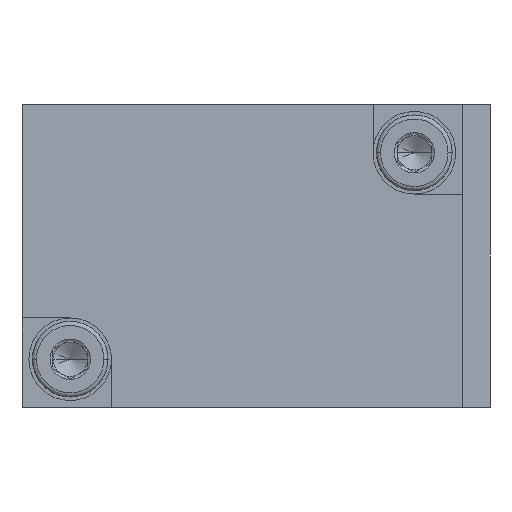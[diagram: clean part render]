
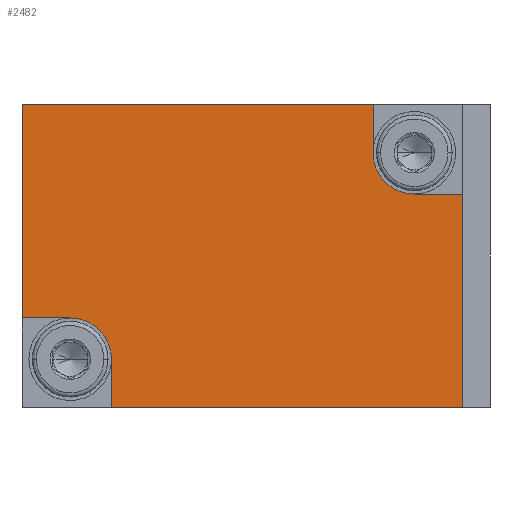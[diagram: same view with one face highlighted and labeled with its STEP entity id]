
A CAD part, front view. The second image highlights one B-rep face of the part: STEP entity #2482.
In plain terms, the highlighted planar face has unit normal (0, -1, 0).
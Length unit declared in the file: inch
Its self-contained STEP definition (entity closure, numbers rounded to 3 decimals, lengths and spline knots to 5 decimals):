
#105 = DIRECTION ( 'NONE',  ( 0., 0., 1. ) ) ;
#224 = VECTOR ( 'NONE', #3480, 39.37008 ) ;
#328 = CARTESIAN_POINT ( 'NONE',  ( -0.37402, 0., -0.43307 ) ) ;
#493 = EDGE_CURVE ( 'NONE', #5387, #5379, #937, .T. ) ;
#566 = DIRECTION ( 'NONE',  ( 0., 0., -1. ) ) ;
#606 = VERTEX_POINT ( 'NONE', #619 ) ;
#619 = CARTESIAN_POINT ( 'NONE',  ( 0.62992, 0., -0.43307 ) ) ;
#656 = VERTEX_POINT ( 'NONE', #2375 ) ;
#723 = CARTESIAN_POINT ( 'NONE',  ( 0.49213, 0., 0.29528 ) ) ;
#729 = ORIENTED_EDGE ( 'NONE', *, *, #2405, .F. ) ;
#748 = EDGE_CURVE ( 'NONE', #3220, #819, #4620, .T. ) ;
#819 = VERTEX_POINT ( 'NONE', #5251 ) ;
#886 = ORIENTED_EDGE ( 'NONE', *, *, #2261, .T. ) ;
#937 = LINE ( 'NONE', #4454, #4652 ) ;
#1015 = CARTESIAN_POINT ( 'NONE',  ( 0.62992, 0., -0.43307 ) ) ;
#1056 = VECTOR ( 'NONE', #105, 39.37008 ) ;
#1093 = EDGE_CURVE ( 'NONE', #5081, #656, #2050, .T. ) ;
#1451 = EDGE_CURVE ( 'NONE', #2345, #5387, #4082, .T. ) ;
#1456 = DIRECTION ( 'NONE',  ( 0., 1., 0. ) ) ;
#1600 = AXIS2_PLACEMENT_3D ( 'NONE', #4638, #2505, #2912 ) ;
#1670 = CARTESIAN_POINT ( 'NONE',  ( 0.37402, 0., 0.29528 ) ) ;
#1672 = ORIENTED_EDGE ( 'NONE', *, *, #748, .T. ) ;
#1688 = CARTESIAN_POINT ( 'NONE',  ( 0.62992, 0., 0.43307 ) ) ;
#1737 = ORIENTED_EDGE ( 'NONE', *, *, #493, .F. ) ;
#1839 = CARTESIAN_POINT ( 'NONE',  ( -0.62992, 0., -0.17717 ) ) ;
#1919 = DIRECTION ( 'NONE',  ( 0., 0., -1. ) ) ;
#2050 = CIRCLE ( 'NONE', #2056, 0.11811 ) ;
#2055 = DIRECTION ( 'NONE',  ( 1., 0., 0. ) ) ;
#2056 = AXIS2_PLACEMENT_3D ( 'NONE', #723, #3788, #3817 ) ;
#2202 = DIRECTION ( 'NONE',  ( 1., 0., 0. ) ) ;
#2261 = EDGE_CURVE ( 'NONE', #606, #2647, #2399, .T. ) ;
#2298 = VECTOR ( 'NONE', #4927, 39.37008 ) ;
#2303 = VECTOR ( 'NONE', #2202, 39.37008 ) ;
#2345 = VERTEX_POINT ( 'NONE', #3507 ) ;
#2375 = CARTESIAN_POINT ( 'NONE',  ( 0.49213, 0., 0.17717 ) ) ;
#2399 = LINE ( 'NONE', #1688, #224 ) ;
#2405 = EDGE_CURVE ( 'NONE', #2705, #2345, #2750, .T. ) ;
#2482 = ADVANCED_FACE ( 'NONE', ( #5398 ), #3127, .F. ) ;
#2505 = DIRECTION ( 'NONE',  ( 0., -1., 0. ) ) ;
#2580 = EDGE_CURVE ( 'NONE', #656, #2647, #4158, .T. ) ;
#2647 = VERTEX_POINT ( 'NONE', #3708 ) ;
#2705 = VERTEX_POINT ( 'NONE', #328 ) ;
#2727 = CARTESIAN_POINT ( 'NONE',  ( 0.62992, 0., -0.43307 ) ) ;
#2750 = LINE ( 'NONE', #3234, #1056 ) ;
#2844 = ORIENTED_EDGE ( 'NONE', *, *, #4031, .T. ) ;
#2912 = DIRECTION ( 'NONE',  ( 0., 0., 1. ) ) ;
#3127 = PLANE ( 'NONE',  #4103 ) ;
#3220 = VERTEX_POINT ( 'NONE', #5483 ) ;
#3234 = CARTESIAN_POINT ( 'NONE',  ( -0.37402, 0., -0.43307 ) ) ;
#3459 = VECTOR ( 'NONE', #2055, 39.37008 ) ;
#3480 = DIRECTION ( 'NONE',  ( 0., 0., 1. ) ) ;
#3487 = ORIENTED_EDGE ( 'NONE', *, *, #5671, .T. ) ;
#3507 = CARTESIAN_POINT ( 'NONE',  ( -0.37402, 0., -0.29528 ) ) ;
#3607 = CARTESIAN_POINT ( 'NONE',  ( -0.62992, 0., -0.43307 ) ) ;
#3708 = CARTESIAN_POINT ( 'NONE',  ( 0.62992, 0., 0.17717 ) ) ;
#3788 = DIRECTION ( 'NONE',  ( 0., -1., 0. ) ) ;
#3817 = DIRECTION ( 'NONE',  ( 0., 0., 1. ) ) ;
#3857 = DIRECTION ( 'NONE',  ( -1., 0., 0. ) ) ;
#4027 = DIRECTION ( 'NONE',  ( -1., 0., 0. ) ) ;
#4031 = EDGE_CURVE ( 'NONE', #819, #5379, #4518, .T. ) ;
#4082 = CIRCLE ( 'NONE', #1600, 0.11811 ) ;
#4103 = AXIS2_PLACEMENT_3D ( 'NONE', #2727, #1456, #1919 ) ;
#4158 = LINE ( 'NONE', #4617, #3459 ) ;
#4164 = CARTESIAN_POINT ( 'NONE',  ( -0.49213, 0., -0.17717 ) ) ;
#4234 = ORIENTED_EDGE ( 'NONE', *, *, #1093, .F. ) ;
#4454 = CARTESIAN_POINT ( 'NONE',  ( -0.62992, 0., -0.17717 ) ) ;
#4483 = ORIENTED_EDGE ( 'NONE', *, *, #1451, .F. ) ;
#4518 = LINE ( 'NONE', #3607, #4537 ) ;
#4537 = VECTOR ( 'NONE', #566, 39.37008 ) ;
#4617 = CARTESIAN_POINT ( 'NONE',  ( 0.62992, 0., 0.17717 ) ) ;
#4620 = LINE ( 'NONE', #5134, #4810 ) ;
#4638 = CARTESIAN_POINT ( 'NONE',  ( -0.49213, 0., -0.29528 ) ) ;
#4652 = VECTOR ( 'NONE', #4027, 39.37008 ) ;
#4810 = VECTOR ( 'NONE', #3857, 39.37008 ) ;
#4927 = DIRECTION ( 'NONE',  ( 0., 0., -1. ) ) ;
#5062 = EDGE_CURVE ( 'NONE', #3220, #5081, #5384, .T. ) ;
#5081 = VERTEX_POINT ( 'NONE', #1670 ) ;
#5134 = CARTESIAN_POINT ( 'NONE',  ( -0.62992, 0., 0.43307 ) ) ;
#5203 = EDGE_LOOP ( 'NONE', ( #4234, #5610, #1672, #2844, #1737, #4483, #729, #3487, #886, #5234 ) ) ;
#5234 = ORIENTED_EDGE ( 'NONE', *, *, #2580, .F. ) ;
#5251 = CARTESIAN_POINT ( 'NONE',  ( -0.62992, 0., 0.43307 ) ) ;
#5349 = CARTESIAN_POINT ( 'NONE',  ( 0.37402, 0., -0.43307 ) ) ;
#5379 = VERTEX_POINT ( 'NONE', #1839 ) ;
#5384 = LINE ( 'NONE', #5349, #2298 ) ;
#5387 = VERTEX_POINT ( 'NONE', #4164 ) ;
#5398 = FACE_OUTER_BOUND ( 'NONE', #5203, .T. ) ;
#5478 = LINE ( 'NONE', #1015, #2303 ) ;
#5483 = CARTESIAN_POINT ( 'NONE',  ( 0.37402, 0., 0.43307 ) ) ;
#5610 = ORIENTED_EDGE ( 'NONE', *, *, #5062, .F. ) ;
#5671 = EDGE_CURVE ( 'NONE', #2705, #606, #5478, .T. ) ;
